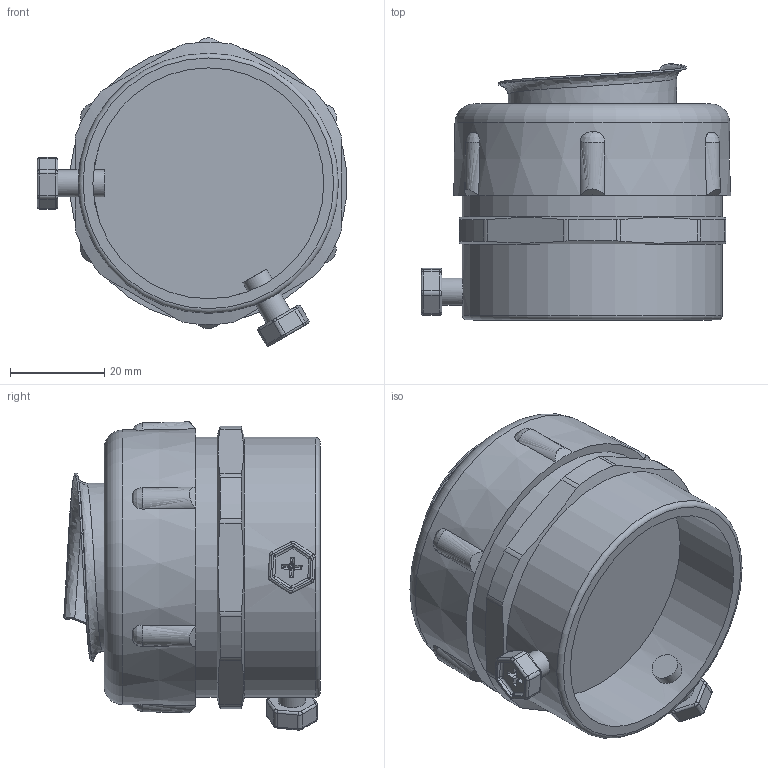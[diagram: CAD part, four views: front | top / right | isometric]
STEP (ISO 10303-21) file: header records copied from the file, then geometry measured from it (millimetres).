
FILE_DESCRIPTION(/* description */ (''),/* implementation_level */ '2;1');
FILE_NAME(/* name */ '',/* time_stamp */ '2025-06-05T08:52:19+07:00',/* author */ ('zeta-82'),/* organization */ (''),/* preprocessor_version */ 'ST-DEVELOPER v19.2',/* originating_system */ 'Autodesk Inventor 2024',/* authorisation */ '');
FILE_SCHEMA (('AUTOMOTIVE_DESIGN { 1 0 10303 214 3 1 1 }'));
Length unit declared in the file: millimetre
Products named in the file (1): МТ-38
Bounding box: 65.84 x 54.46 x 65.53 mm (x, y, z)
Volume: 83774.7 mm3; surface area: 24490.8 mm2
Topology: 7 solids, 8 shells, 292 faces, 698 edges, 429 vertices
Faces by surface type: cylinder 123, plane 75, bspline 66, sphere 12, cone 12, torus 4
Full cylindrical faces by diameter (mm): 5.8 x4, 35 x1, 35.8 x1, 46 x1, 49.1 x1, 53 x1, 53.9 x1, 55.3 x2
Entity records: 10952 total; most frequent: CARTESIAN_POINT 4030, ORIENTED_EDGE 1390, DIRECTION 1338, EDGE_CURVE 695, AXIS2_PLACEMENT_3D 517, VERTEX_POINT 434, EDGE_LOOP 309, LINE 304
